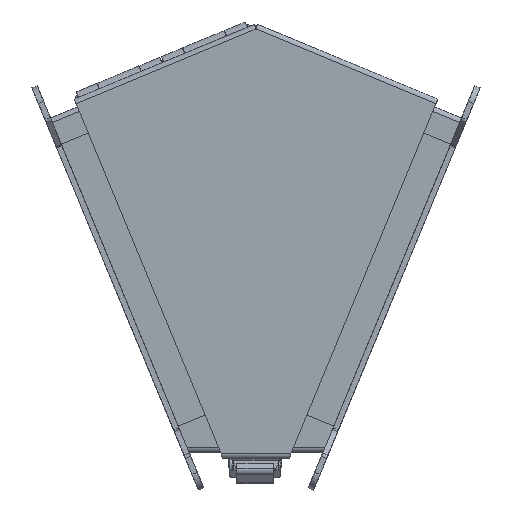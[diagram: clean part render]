
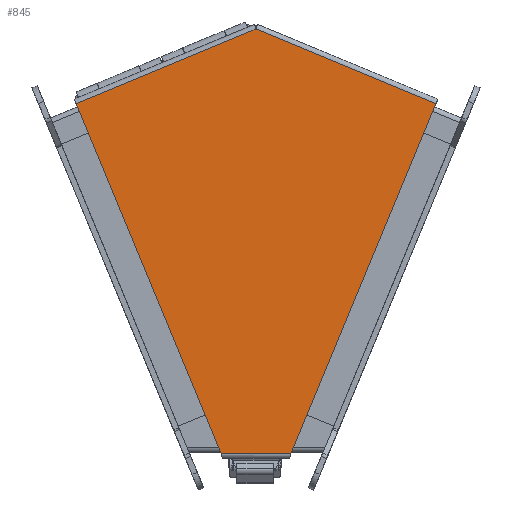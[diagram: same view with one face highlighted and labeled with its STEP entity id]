
A CAD part, front view. The second image highlights one B-rep face of the part: STEP entity #845.
In plain terms, the highlighted planar face has unit normal (0, -1, 0).
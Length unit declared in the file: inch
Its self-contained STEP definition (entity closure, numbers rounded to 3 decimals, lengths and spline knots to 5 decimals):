
#1 = DIRECTION ( 'NONE',  ( 1., 0., 0. ) ) ;
#388 = EDGE_CURVE ( 'NONE', #7990, #6971, #717, .T. ) ;
#543 = CARTESIAN_POINT ( 'NONE',  ( 0.77195, -4.172, -4.67343 ) ) ;
#563 = CARTESIAN_POINT ( 'NONE',  ( 3.98062, -4.172, 3.07297 ) ) ;
#591 = ORIENTED_EDGE ( 'NONE', *, *, #9059, .T. ) ;
#613 = EDGE_LOOP ( 'NONE', ( #4716, #1056, #7726, #857, #591 ) ) ;
#717 = LINE ( 'NONE', #4802, #5228 ) ;
#845 = ADVANCED_FACE ( 'NONE', ( #5457 ), #6342, .T. ) ;
#857 = ORIENTED_EDGE ( 'NONE', *, *, #7386, .T. ) ;
#890 = LINE ( 'NONE', #2466, #5493 ) ;
#1056 = ORIENTED_EDGE ( 'NONE', *, *, #8288, .T. ) ;
#1690 = VERTEX_POINT ( 'NONE', #2562 ) ;
#2310 = VERTEX_POINT ( 'NONE', #563 ) ;
#2457 = LINE ( 'NONE', #5655, #5808 ) ;
#2466 = CARTESIAN_POINT ( 'NONE',  ( -4.4997, -4.172, -4.67343 ) ) ;
#2562 = CARTESIAN_POINT ( 'NONE',  ( -0.77135, -4.172, -4.67343 ) ) ;
#3154 = DIRECTION ( 'NONE',  ( 0., 0., -1. ) ) ;
#3406 = AXIS2_PLACEMENT_3D ( 'NONE', #4728, #8656, #3154 ) ;
#3484 = LINE ( 'NONE', #9935, #6140 ) ;
#4026 = DIRECTION ( 'NONE',  ( -0.924, 0., -0.383 ) ) ;
#4098 = CARTESIAN_POINT ( 'NONE',  ( -3.98002, -4.172, 3.07297 ) ) ;
#4623 = LINE ( 'NONE', #7034, #7719 ) ;
#4716 = ORIENTED_EDGE ( 'NONE', *, *, #6470, .T. ) ;
#4728 = CARTESIAN_POINT ( 'NONE',  ( -4.4997, -4.172, 4.83857 ) ) ;
#4764 = DIRECTION ( 'NONE',  ( 0.383, 0., -0.924 ) ) ;
#4802 = CARTESIAN_POINT ( 'NONE',  ( 0.0003, -4.172, 4.72167 ) ) ;
#4812 = VERTEX_POINT ( 'NONE', #543 ) ;
#5158 = DIRECTION ( 'NONE',  ( -0.924, 0., 0.383 ) ) ;
#5228 = VECTOR ( 'NONE', #4026, 39.37008 ) ;
#5372 = CARTESIAN_POINT ( 'NONE',  ( 0.0003, -4.172, 4.72167 ) ) ;
#5457 = FACE_OUTER_BOUND ( 'NONE', #613, .T. ) ;
#5493 = VECTOR ( 'NONE', #1, 39.37008 ) ;
#5655 = CARTESIAN_POINT ( 'NONE',  ( -3.98002, -4.172, 3.07297 ) ) ;
#5808 = VECTOR ( 'NONE', #4764, 39.37008 ) ;
#6140 = VECTOR ( 'NONE', #5158, 39.37008 ) ;
#6342 = PLANE ( 'NONE',  #3406 ) ;
#6470 = EDGE_CURVE ( 'NONE', #4812, #2310, #4623, .T. ) ;
#6971 = VERTEX_POINT ( 'NONE', #4098 ) ;
#7034 = CARTESIAN_POINT ( 'NONE',  ( 0.77195, -4.172, -4.67343 ) ) ;
#7386 = EDGE_CURVE ( 'NONE', #6971, #1690, #2457, .T. ) ;
#7719 = VECTOR ( 'NONE', #9613, 39.37008 ) ;
#7726 = ORIENTED_EDGE ( 'NONE', *, *, #388, .T. ) ;
#7990 = VERTEX_POINT ( 'NONE', #5372 ) ;
#8288 = EDGE_CURVE ( 'NONE', #2310, #7990, #3484, .T. ) ;
#8656 = DIRECTION ( 'NONE',  ( 0., -1., 0. ) ) ;
#9059 = EDGE_CURVE ( 'NONE', #1690, #4812, #890, .T. ) ;
#9613 = DIRECTION ( 'NONE',  ( 0.383, 0., 0.924 ) ) ;
#9935 = CARTESIAN_POINT ( 'NONE',  ( 3.98062, -4.172, 3.07297 ) ) ;
